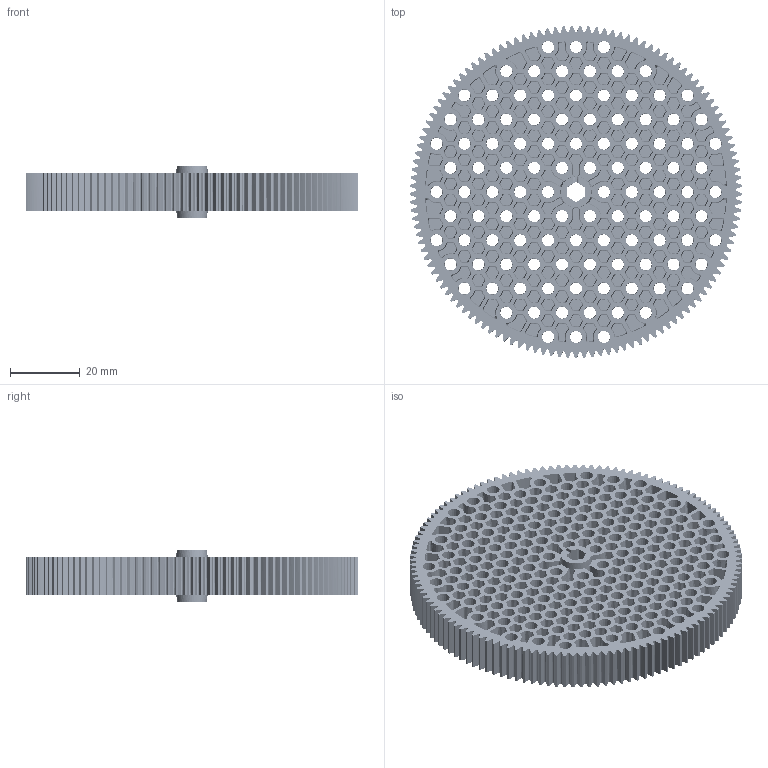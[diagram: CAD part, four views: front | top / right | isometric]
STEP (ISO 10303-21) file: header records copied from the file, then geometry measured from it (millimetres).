
FILE_DESCRIPTION (( 'STEP AP203' ), '1' );
FILE_NAME ('REV-41-1333_Default.step', '2016-09-04T21:41:32', ( '' ), ( '' ), 'SwSTEP 2.0', 'SolidWorks 2015', '' );
FILE_SCHEMA (( 'CONFIG_CONTROL_DESIGN' ));
Products named in the file (1): REV-41-1333_Default
Bounding box: 95.25 x 95.24 x 15 mm (x, y, z)
Volume: 43557.7 mm3; surface area: 49812.9 mm2
Topology: 1 solids, 1 shells, 5812 faces, 16062 edges, 10636 vertices
Faces by surface type: bspline 2453, cone 1660, plane 1552, cylinder 147
Entity records: 274153 total; most frequent: CARTESIAN_POINT 148206, ORIENTED_EDGE 32124, DIRECTION 16654, EDGE_CURVE 16062, VERTEX_POINT 10636, B_SPLINE_CURVE_WITH_KNOTS 9528, AXIS2_PLACEMENT_3D 6770, EDGE_LOOP 6414
